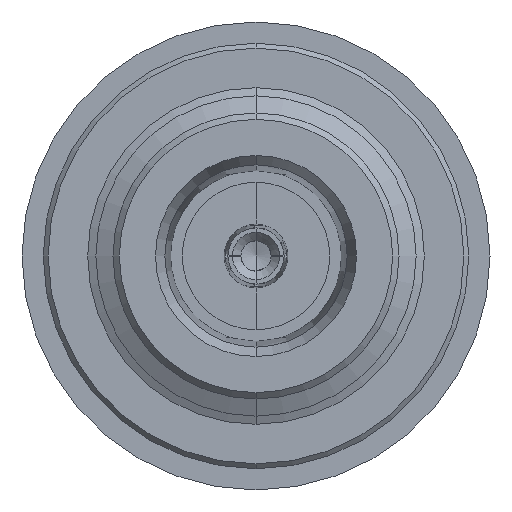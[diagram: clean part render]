
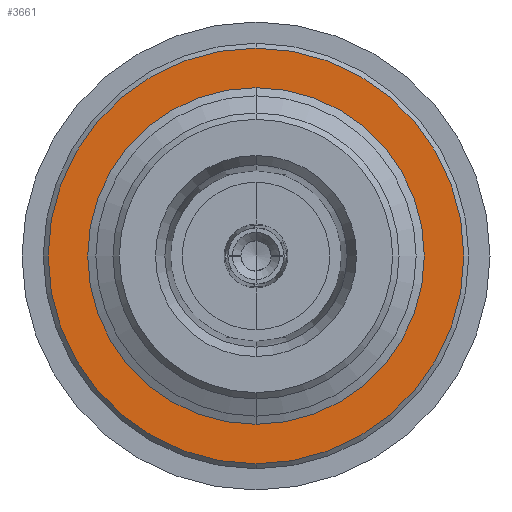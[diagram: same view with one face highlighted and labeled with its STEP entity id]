
A CAD part, left-side view. The second image highlights one B-rep face of the part: STEP entity #3661.
In plain terms, the highlighted planar face has unit normal (-1, 0, 0).
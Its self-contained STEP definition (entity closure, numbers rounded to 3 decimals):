
#316 = AXIS2_PLACEMENT_3D ( 'NONE', #11196, #1279, #10483 ) ;
#690 = CARTESIAN_POINT ( 'NONE',  ( -4.4, 0.025, 0. ) ) ;
#1051 = ORIENTED_EDGE ( 'NONE', *, *, #5543, .F. ) ;
#1213 = DIRECTION ( 'NONE',  ( -1., 0., 0. ) ) ;
#1279 = DIRECTION ( 'NONE',  ( -1., 0., 0. ) ) ;
#1333 = EDGE_LOOP ( 'NONE', ( #7085, #1051 ) ) ;
#1824 = AXIS2_PLACEMENT_3D ( 'NONE', #10198, #1213, #8426 ) ;
#2037 = CARTESIAN_POINT ( 'NONE',  ( -4.4, 0.025, -9.77 ) ) ;
#2194 = CARTESIAN_POINT ( 'NONE',  ( -4.4, 0.025, -7.912 ) ) ;
#2563 = CIRCLE ( 'NONE', #1824, 9.77 ) ;
#2796 = CARTESIAN_POINT ( 'NONE',  ( -4.4, 7.938, 0. ) ) ;
#3661 = ADVANCED_FACE ( 'NONE', ( #10829, #8126 ), #4576, .F. ) ;
#3945 = VERTEX_POINT ( 'NONE', #9700 ) ;
#4576 = PLANE ( 'NONE',  #8464 ) ;
#4634 = AXIS2_PLACEMENT_3D ( 'NONE', #690, #7733, #6899 ) ;
#5398 = DIRECTION ( 'NONE',  ( 0., 0., -1. ) ) ;
#5543 = EDGE_CURVE ( 'NONE', #9389, #10114, #8632, .T. ) ;
#5713 = EDGE_CURVE ( 'NONE', #3945, #11162, #10519, .T. ) ;
#6045 = CARTESIAN_POINT ( 'NONE',  ( -4.4, 0.025, 7.912 ) ) ;
#6174 = DIRECTION ( 'NONE',  ( -1., 0., 0. ) ) ;
#6415 = DIRECTION ( 'NONE',  ( 1., 0., 0. ) ) ;
#6899 = DIRECTION ( 'NONE',  ( 0., 0., 1. ) ) ;
#6964 = ORIENTED_EDGE ( 'NONE', *, *, #8291, .T. ) ;
#7085 = ORIENTED_EDGE ( 'NONE', *, *, #8065, .F. ) ;
#7119 = DIRECTION ( 'NONE',  ( 0., 0., 1. ) ) ;
#7733 = DIRECTION ( 'NONE',  ( -1., 0., 0. ) ) ;
#7848 = CIRCLE ( 'NONE', #4634, 7.912 ) ;
#8065 = EDGE_CURVE ( 'NONE', #10114, #9389, #7848, .T. ) ;
#8126 = FACE_OUTER_BOUND ( 'NONE', #11335, .T. ) ;
#8291 = EDGE_CURVE ( 'NONE', #11162, #3945, #2563, .T. ) ;
#8426 = DIRECTION ( 'NONE',  ( 0., 0., 1. ) ) ;
#8464 = AXIS2_PLACEMENT_3D ( 'NONE', #2796, #6415, #5398 ) ;
#8632 = CIRCLE ( 'NONE', #316, 7.912 ) ;
#9197 = ORIENTED_EDGE ( 'NONE', *, *, #5713, .T. ) ;
#9389 = VERTEX_POINT ( 'NONE', #2194 ) ;
#9700 = CARTESIAN_POINT ( 'NONE',  ( -4.4, 0.025, 9.77 ) ) ;
#10114 = VERTEX_POINT ( 'NONE', #6045 ) ;
#10198 = CARTESIAN_POINT ( 'NONE',  ( -4.4, 0.025, 0. ) ) ;
#10483 = DIRECTION ( 'NONE',  ( 0., 0., 1. ) ) ;
#10509 = AXIS2_PLACEMENT_3D ( 'NONE', #11609, #6174, #7119 ) ;
#10519 = CIRCLE ( 'NONE', #10509, 9.77 ) ;
#10829 = FACE_BOUND ( 'NONE', #1333, .T. ) ;
#11162 = VERTEX_POINT ( 'NONE', #2037 ) ;
#11196 = CARTESIAN_POINT ( 'NONE',  ( -4.4, 0.025, 0. ) ) ;
#11335 = EDGE_LOOP ( 'NONE', ( #6964, #9197 ) ) ;
#11609 = CARTESIAN_POINT ( 'NONE',  ( -4.4, 0.025, 0. ) ) ;
